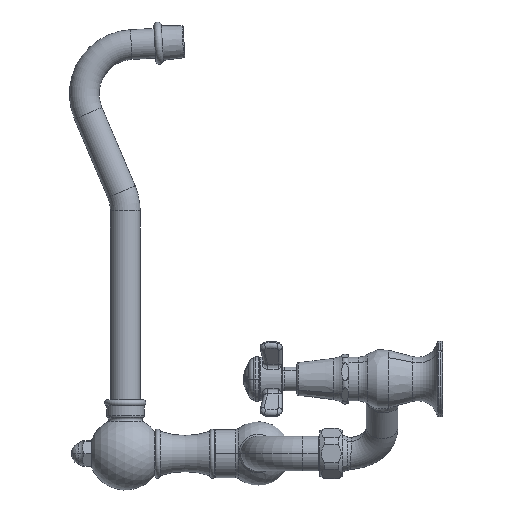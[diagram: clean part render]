
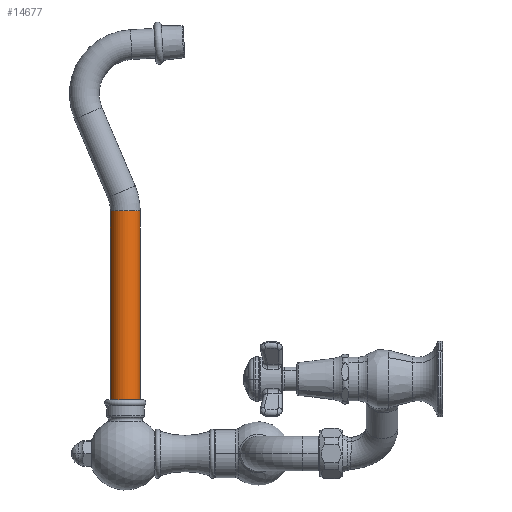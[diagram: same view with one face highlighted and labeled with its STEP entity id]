
A CAD part, left-side view. The second image highlights one B-rep face of the part: STEP entity #14677.
In plain terms, the highlighted cylindrical face has radius 9.525 mm (diameter 19.05 mm), a partial arc.
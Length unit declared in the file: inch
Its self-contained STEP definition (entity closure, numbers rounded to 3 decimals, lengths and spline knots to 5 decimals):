
#13250=CARTESIAN_POINT('',(0.,8.00377,-0.52381));
#13251=DIRECTION('',(0.,0.,1.));
#13252=DIRECTION('',(0.,1.,0.));
#13253=AXIS2_PLACEMENT_3D('',#13250,#13251,#13252);
#13258=DIRECTION('',(0.,0.,1.));
#13259=VECTOR('',#13258,4.765);
#13260=CARTESIAN_POINT('',(0.,7.62877,-0.52381));
#13261=LINE('',#13260,#13259);
#13265=DIRECTION('',(0.,0.,1.));
#13266=VECTOR('',#13265,4.765);
#13267=CARTESIAN_POINT('',(0.,8.37877,-0.52381));
#13268=LINE('',#13267,#13266);
#13272=CARTESIAN_POINT('',(0.,8.00377,4.24119));
#13273=DIRECTION('',(0.,0.,1.));
#13274=DIRECTION('',(0.,1.,0.));
#13275=AXIS2_PLACEMENT_3D('',#13272,#13273,#13274);
#13550=CARTESIAN_POINT('',(0.,7.62877,4.24119));
#13551=CARTESIAN_POINT('',(0.,8.37877,4.24119));
#13552=VERTEX_POINT('',#13550);
#13553=VERTEX_POINT('',#13551);
#13566=CARTESIAN_POINT('',(0.,7.62877,-0.52381));
#13567=CARTESIAN_POINT('',(0.,8.37877,-0.52381));
#13568=VERTEX_POINT('',#13566);
#13569=VERTEX_POINT('',#13567);
#14665=CARTESIAN_POINT('',(0.,8.00377,-0.93381));
#14666=DIRECTION('',(0.,0.,1.));
#14667=DIRECTION('',(0.,-1.,0.));
#14668=AXIS2_PLACEMENT_3D('',#14665,#14666,#14667);
#14669=CYLINDRICAL_SURFACE('',#14668,0.375);
#14670=ORIENTED_EDGE('',*,*,#14626,.F.);
#14671=ORIENTED_EDGE('',*,*,#14653,.T.);
#14673=ORIENTED_EDGE('',*,*,#14672,.T.);
#14674=ORIENTED_EDGE('',*,*,#14649,.F.);
#14675=EDGE_LOOP('',(#14670,#14671,#14673,#14674));
#14676=FACE_OUTER_BOUND('',#14675,.F.);
#13254=CIRCLE('',#13253,0.375);
#13276=CIRCLE('',#13275,0.375);
#14626=EDGE_CURVE('',#13569,#13568,#13254,.T.);
#14649=EDGE_CURVE('',#13568,#13552,#13261,.T.);
#14653=EDGE_CURVE('',#13569,#13553,#13268,.T.);
#14672=EDGE_CURVE('',#13553,#13552,#13276,.T.);
#14677=ADVANCED_FACE('',(#14676),#14669,.T.);
